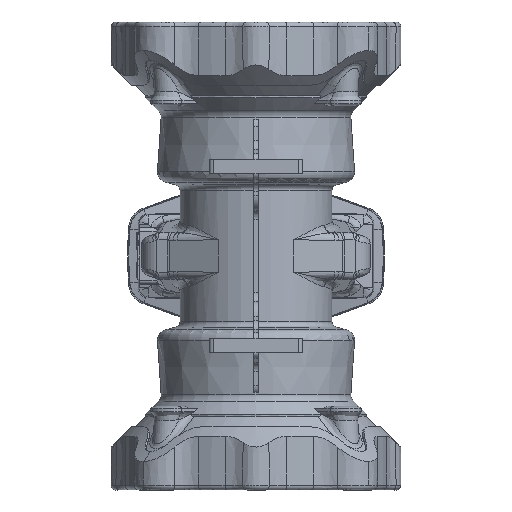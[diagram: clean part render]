
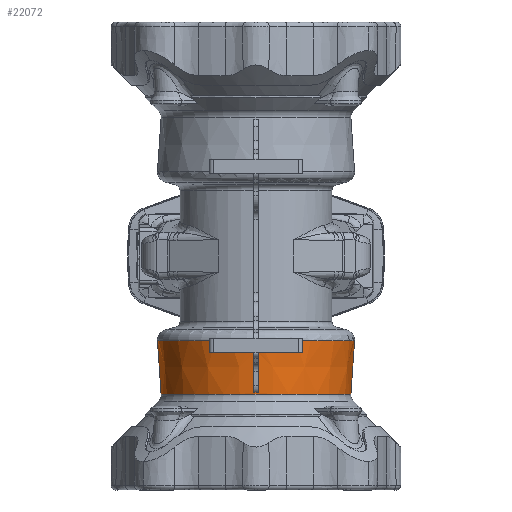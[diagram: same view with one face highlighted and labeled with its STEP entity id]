
A CAD part, front view. The second image highlights one B-rep face of the part: STEP entity #22072.
In plain terms, the highlighted conical face has half-angle 4 degrees and reference radius 105.194 mm.
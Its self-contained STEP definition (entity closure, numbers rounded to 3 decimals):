
#5881 = EDGE_CURVE ( 'NONE', #36139, #36146, #29243, .T. ) ;
#5890 = EDGE_CURVE ( 'NONE', #36139, #35523, #29256, .T. ) ;
#5894 = EDGE_CURVE ( 'NONE', #12133, #12086, #29263, .T. ) ;
#5896 = EDGE_CURVE ( 'NONE', #12133, #12268, #14490, .T. ) ;
#5903 = EDGE_CURVE ( 'NONE', #12153, #12163, #16366, .T. ) ;
#5906 = EDGE_CURVE ( 'NONE', #12175, #12302, #16363, .T. ) ;
#5912 = EDGE_CURVE ( 'NONE', #12314, #12153, #16368, .T. ) ;
#5913 = EDGE_CURVE ( 'NONE', #12314, #12104, #16369, .T. ) ;
#5915 = EDGE_CURVE ( 'NONE', #12268, #12163, #29302, .T. ) ;
#5918 = EDGE_CURVE ( 'NONE', #36146, #12086, #29308, .T. ) ;
#5921 = EDGE_CURVE ( 'NONE', #12302, #12104, #29319, .T. ) ;
#12086 = VERTEX_POINT ( 'NONE', #45828 ) ;
#12104 = VERTEX_POINT ( 'NONE', #45840 ) ;
#12133 = VERTEX_POINT ( 'NONE', #45858 ) ;
#12153 = VERTEX_POINT ( 'NONE', #45871 ) ;
#12163 = VERTEX_POINT ( 'NONE', #45878 ) ;
#12175 = VERTEX_POINT ( 'NONE', #45885 ) ;
#12268 = VERTEX_POINT ( 'NONE', #45939 ) ;
#12302 = VERTEX_POINT ( 'NONE', #45962 ) ;
#12314 = VERTEX_POINT ( 'NONE', #45974 ) ;
#13149 = AXIS2_PLACEMENT_3D ( 'NONE', #22473, #22471, #22469 ) ;
#13436 = AXIS2_PLACEMENT_3D ( 'NONE', #32269, #32270, #32271 ) ;
#13793 = CARTESIAN_POINT ( 'NONE',  ( 0., 0., -147.316 ) ) ;
#13794 = DIRECTION ( 'NONE',  ( 0., 0., -1. ) ) ;
#13795 = DIRECTION ( 'NONE',  ( -1., 0., 0. ) ) ;
#13820 = CARTESIAN_POINT ( 'NONE',  ( 105.194, 0., -90.391 ) ) ;
#13823 = DIRECTION ( 'NONE',  ( 0.07, 0., 0.998 ) ) ;
#13850 = CARTESIAN_POINT ( 'NONE',  ( 0., 0., -90.391 ) ) ;
#13851 = DIRECTION ( 'NONE',  ( 0., 0., -1. ) ) ;
#13852 = DIRECTION ( 'NONE',  ( -1., 0., 0. ) ) ;
#13853 = CARTESIAN_POINT ( 'NONE',  ( -10., -104.678, -90.955 ) ) ;
#13854 = CARTESIAN_POINT ( 'NONE',  ( -10., -104.638, -91.519 ) ) ;
#13858 = CARTESIAN_POINT ( 'NONE',  ( -10., -104.718, -90.391 ) ) ;
#13859 = CARTESIAN_POINT ( 'NONE',  ( -10., -104.599, -92.083 ) ) ;
#13860 = CARTESIAN_POINT ( 'NONE',  ( -10., -104.343, -95.722 ) ) ;
#13861 = CARTESIAN_POINT ( 'NONE',  ( -10., -104.088, -99.361 ) ) ;
#13862 = CARTESIAN_POINT ( 'NONE',  ( -10., -103.832, -103. ) ) ;
#13877 = CARTESIAN_POINT ( 'NONE',  ( -2.5, -103.29, -117.187 ) ) ;
#13888 = CARTESIAN_POINT ( 'NONE',  ( 10., -104.678, -90.955 ) ) ;
#13889 = CARTESIAN_POINT ( 'NONE',  ( 10., -104.638, -91.519 ) ) ;
#13894 = CARTESIAN_POINT ( 'NONE',  ( -2.5, -102.298, -131.373 ) ) ;
#13895 = CARTESIAN_POINT ( 'NONE',  ( -2.5, -101.305, -145.56 ) ) ;
#13896 = CARTESIAN_POINT ( 'NONE',  ( -2.5, -104.282, -103. ) ) ;
#13907 = CARTESIAN_POINT ( 'NONE',  ( 10., -104.718, -90.391 ) ) ;
#13908 = CARTESIAN_POINT ( 'NONE',  ( 10., -104.599, -92.083 ) ) ;
#13909 = CARTESIAN_POINT ( 'NONE',  ( 10., -104.343, -95.722 ) ) ;
#13910 = CARTESIAN_POINT ( 'NONE',  ( 10., -104.088, -99.361 ) ) ;
#13911 = CARTESIAN_POINT ( 'NONE',  ( 10., -103.832, -103. ) ) ;
#13920 = CARTESIAN_POINT ( 'NONE',  ( 2.5, -101.305, -145.56 ) ) ;
#13925 = CARTESIAN_POINT ( 'NONE',  ( 2.5, -102.298, -131.373 ) ) ;
#13929 = CARTESIAN_POINT ( 'NONE',  ( 0.834, -101.349, -145.523 ) ) ;
#13930 = CARTESIAN_POINT ( 'NONE',  ( 2.5, -101.305, -145.56 ) ) ;
#13934 = CARTESIAN_POINT ( 'NONE',  ( -0.834, -101.349, -145.523 ) ) ;
#13935 = CARTESIAN_POINT ( 'NONE',  ( -2.5, -101.305, -145.56 ) ) ;
#13936 = CARTESIAN_POINT ( 'NONE',  ( 2.5, -103.29, -117.187 ) ) ;
#13937 = CARTESIAN_POINT ( 'NONE',  ( 2.5, -104.282, -103. ) ) ;
#13938 = CARTESIAN_POINT ( 'NONE',  ( -105.194, 0., -90.391 ) ) ;
#13942 = CARTESIAN_POINT ( 'NONE',  ( 0., 0., -103. ) ) ;
#13943 = DIRECTION ( 'NONE',  ( 0., 0., 1. ) ) ;
#13944 = DIRECTION ( 'NONE',  ( -1., 0., 0. ) ) ;
#13945 = DIRECTION ( 'NONE',  ( -0.07, 0., 0.998 ) ) ;
#13963 = CARTESIAN_POINT ( 'NONE',  ( 0., 0., -103. ) ) ;
#13964 = DIRECTION ( 'NONE',  ( 0., 0., -1. ) ) ;
#13965 = DIRECTION ( 'NONE',  ( 1., 0., 0. ) ) ;
#14421 = AXIS2_PLACEMENT_3D ( 'NONE', #13793, #13794, #13795 ) ;
#14426 = AXIS2_PLACEMENT_3D ( 'NONE', #13850, #13851, #13852 ) ;
#14433 = AXIS2_PLACEMENT_3D ( 'NONE', #13942, #13943, #13944 ) ;
#14437 = AXIS2_PLACEMENT_3D ( 'NONE', #13963, #13964, #13965 ) ;
#14490 = B_SPLINE_CURVE_WITH_KNOTS ( 'NONE', 3,
 ( #13858, #13853, #13854, #13859, #13860, #13861, #13862 ),
 .UNSPECIFIED., .F., .F.,
 ( 4, 3, 4 ),
 ( 0.025, 0.026, 0.037 ),
 .UNSPECIFIED. ) ;
#16363 = B_SPLINE_CURVE_WITH_KNOTS ( 'NONE', 3,
 ( #13907, #13888, #13889, #13908, #13909, #13910, #13911 ),
 .UNSPECIFIED., .F., .F.,
 ( 4, 3, 4 ),
 ( 0.025, 0.026, 0.037 ),
 .UNSPECIFIED. ) ;
#16366 = B_SPLINE_CURVE_WITH_KNOTS ( 'NONE', 3,
 ( #13895, #13894, #13877, #13896 ),
 .UNSPECIFIED., .F., .F.,
 ( 4, 4 ),
 ( 0.077, 0.12 ),
 .UNSPECIFIED. ) ;
#16368 = B_SPLINE_CURVE_WITH_KNOTS ( 'NONE', 3,
 ( #13920, #13929, #13934, #13935 ),
 .UNSPECIFIED., .F., .F.,
 ( 4, 4 ),
 ( -0.003, 0.003 ),
 .UNSPECIFIED. ) ;
#16369 = B_SPLINE_CURVE_WITH_KNOTS ( 'NONE', 3,
 ( #13930, #13925, #13936, #13937 ),
 .UNSPECIFIED., .F., .F.,
 ( 4, 4 ),
 ( 0.077, 0.12 ),
 .UNSPECIFIED. ) ;
#19533 = FACE_OUTER_BOUND ( 'NONE', #23412, .T. ) ;
#19549 = CONICAL_SURFACE ( 'NONE', #13149, 105.194, 0.07 ) ;
#19829 = CIRCLE ( 'NONE', #13436, 105.194 ) ;
#22072 = ADVANCED_FACE ( 'NONE', ( #19533 ), #19549, .T. ) ;
#22469 = DIRECTION ( 'NONE',  ( -1., 0., 0. ) ) ;
#22471 = DIRECTION ( 'NONE',  ( 0., 0., 1. ) ) ;
#22473 = CARTESIAN_POINT ( 'NONE',  ( 0., 0., -90.391 ) ) ;
#23412 = EDGE_LOOP ( 'NONE', ( #25442, #25443, #25444, #25445, #25446, #25447, #25448, #25449, #25450, #25451, #25452, #25453 ) ) ;
#25442 = ORIENTED_EDGE ( 'NONE', *, *, #5881, .F. ) ;
#25443 = ORIENTED_EDGE ( 'NONE', *, *, #5890, .T. ) ;
#25444 = ORIENTED_EDGE ( 'NONE', *, *, #34371, .F. ) ;
#25445 = ORIENTED_EDGE ( 'NONE', *, *, #5906, .T. ) ;
#25446 = ORIENTED_EDGE ( 'NONE', *, *, #5921, .T. ) ;
#25447 = ORIENTED_EDGE ( 'NONE', *, *, #5913, .F. ) ;
#25448 = ORIENTED_EDGE ( 'NONE', *, *, #5912, .T. ) ;
#25449 = ORIENTED_EDGE ( 'NONE', *, *, #5903, .T. ) ;
#25450 = ORIENTED_EDGE ( 'NONE', *, *, #5915, .F. ) ;
#25451 = ORIENTED_EDGE ( 'NONE', *, *, #5896, .F. ) ;
#25452 = ORIENTED_EDGE ( 'NONE', *, *, #5894, .T. ) ;
#25453 = ORIENTED_EDGE ( 'NONE', *, *, #5918, .F. ) ;
#29243 = CIRCLE ( 'NONE', #14421, 101.213 ) ;
#29256 = LINE ( 'NONE', #13820, #29266 ) ;
#29263 = CIRCLE ( 'NONE', #14426, 105.194 ) ;
#29266 = VECTOR ( 'NONE', #13823, 1000. ) ;
#29302 = CIRCLE ( 'NONE', #14433, 104.312 ) ;
#29308 = LINE ( 'NONE', #13938, #29313 ) ;
#29313 = VECTOR ( 'NONE', #13945, 1000. ) ;
#29319 = CIRCLE ( 'NONE', #14437, 104.312 ) ;
#32269 = CARTESIAN_POINT ( 'NONE',  ( 0., 0., -90.391 ) ) ;
#32270 = DIRECTION ( 'NONE',  ( 0., 0., 1. ) ) ;
#32271 = DIRECTION ( 'NONE',  ( 1., 0., 0. ) ) ;
#34371 = EDGE_CURVE ( 'NONE', #12175, #35523, #19829, .T. ) ;
#35523 = VERTEX_POINT ( 'NONE', #43279 ) ;
#36139 = VERTEX_POINT ( 'NONE', #43285 ) ;
#36146 = VERTEX_POINT ( 'NONE', #43287 ) ;
#43279 = CARTESIAN_POINT ( 'NONE',  ( 105.194, 0., -90.391 ) ) ;
#43285 = CARTESIAN_POINT ( 'NONE',  ( 101.213, 0., -147.316 ) ) ;
#43287 = CARTESIAN_POINT ( 'NONE',  ( -101.213, 0., -147.316 ) ) ;
#45828 = CARTESIAN_POINT ( 'NONE',  ( -105.194, 0., -90.391 ) ) ;
#45840 = CARTESIAN_POINT ( 'NONE',  ( 2.5, -104.282, -103. ) ) ;
#45858 = CARTESIAN_POINT ( 'NONE',  ( -10., -104.718, -90.391 ) ) ;
#45871 = CARTESIAN_POINT ( 'NONE',  ( -2.5, -101.305, -145.56 ) ) ;
#45878 = CARTESIAN_POINT ( 'NONE',  ( -2.5, -104.282, -103. ) ) ;
#45885 = CARTESIAN_POINT ( 'NONE',  ( 10., -104.718, -90.391 ) ) ;
#45939 = CARTESIAN_POINT ( 'NONE',  ( -10., -103.832, -103. ) ) ;
#45962 = CARTESIAN_POINT ( 'NONE',  ( 10., -103.832, -103. ) ) ;
#45974 = CARTESIAN_POINT ( 'NONE',  ( 2.5, -101.305, -145.56 ) ) ;
